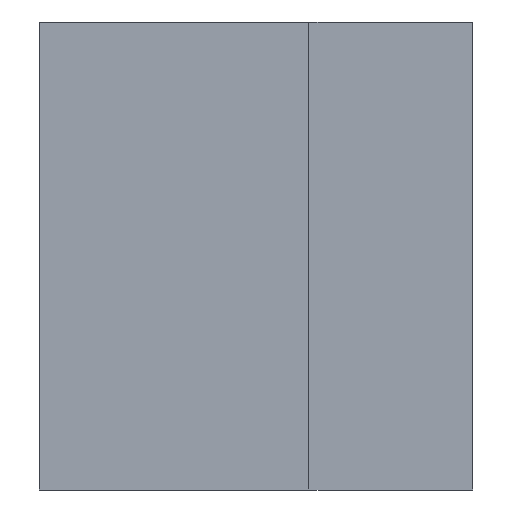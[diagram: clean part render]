
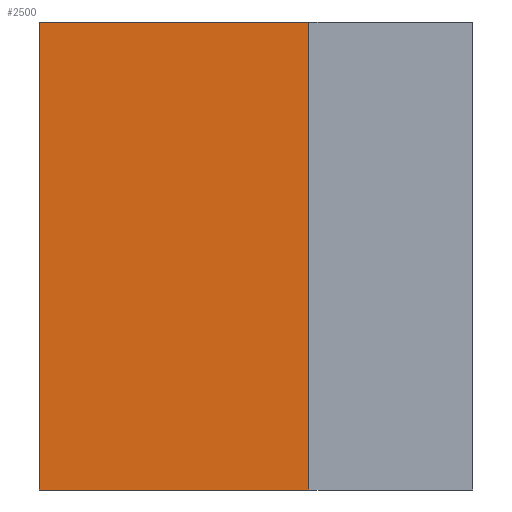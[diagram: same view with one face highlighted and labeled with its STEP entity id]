
A CAD part, left-side view. The second image highlights one B-rep face of the part: STEP entity #2500.
In plain terms, the highlighted planar face has unit normal (-1, 0, 0).
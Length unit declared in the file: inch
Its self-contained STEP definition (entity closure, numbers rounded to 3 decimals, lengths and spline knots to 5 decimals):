
#284=LINE('',#4355,#509);
#369=LINE('',#4550,#594);
#370=LINE('',#4552,#595);
#371=LINE('',#4553,#596);
#509=VECTOR('',#3031,0.3937);
#594=VECTOR('',#3206,0.3937);
#595=VECTOR('',#3207,0.3937);
#596=VECTOR('',#3208,0.3937);
#680=PLANE('',#2718);
#877=FACE_OUTER_BOUND('',#1064,.T.);
#1064=EDGE_LOOP('',(#2288,#2289,#2290,#2291));
#1274=VERTEX_POINT('',#4348);
#1277=VERTEX_POINT('',#4353);
#1342=VERTEX_POINT('',#4549);
#1343=VERTEX_POINT('',#4551);
#1580=EDGE_CURVE('',#1274,#1277,#284,.T.);
#1673=EDGE_CURVE('',#1342,#1274,#369,.T.);
#1674=EDGE_CURVE('',#1343,#1277,#370,.T.);
#1675=EDGE_CURVE('',#1342,#1343,#371,.T.);
#2288=ORIENTED_EDGE('',*,*,#1673,.T.);
#2289=ORIENTED_EDGE('',*,*,#1580,.T.);
#2290=ORIENTED_EDGE('',*,*,#1674,.F.);
#2291=ORIENTED_EDGE('',*,*,#1675,.F.);
#2500=ADVANCED_FACE('',(#877),#680,.T.);
#2718=AXIS2_PLACEMENT_3D('',#4548,#3204,#3205);
#3031=DIRECTION('',(0.,1.,0.));
#3204=DIRECTION('center_axis',(-1.,0.,0.));
#3205=DIRECTION('ref_axis',(0.,0.,1.));
#3206=DIRECTION('',(0.,0.,1.));
#3207=DIRECTION('',(0.,0.,1.));
#3208=DIRECTION('',(0.,1.,0.));
#4348=CARTESIAN_POINT('',(-0.7355,0.,0.464));
#4353=CARTESIAN_POINT('',(-0.7355,0.535,0.464));
#4355=CARTESIAN_POINT('',(-0.7355,0.,0.464));
#4548=CARTESIAN_POINT('Origin',(-0.7355,0.,-0.464));
#4549=CARTESIAN_POINT('',(-0.7355,0.,-0.464));
#4550=CARTESIAN_POINT('',(-0.7355,0.,-0.464));
#4551=CARTESIAN_POINT('',(-0.7355,0.535,-0.464));
#4552=CARTESIAN_POINT('',(-0.7355,0.535,-0.464));
#4553=CARTESIAN_POINT('',(-0.7355,0.,-0.464));
